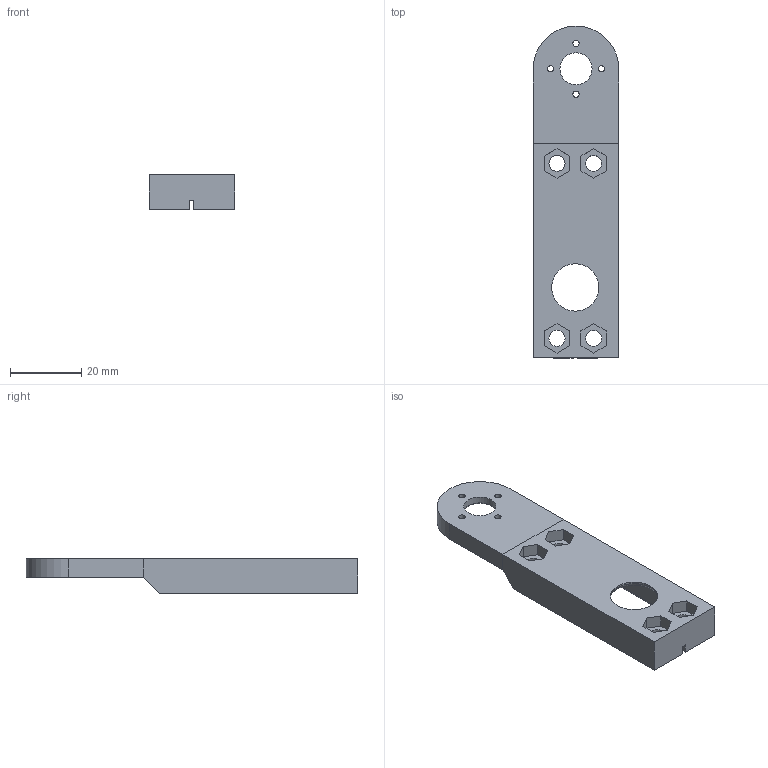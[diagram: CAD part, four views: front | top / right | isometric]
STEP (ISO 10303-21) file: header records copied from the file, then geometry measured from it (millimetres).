
FILE_DESCRIPTION(/* description */ (''),/* implementation_level */ '2;1');
FILE_NAME(/* name */ '9398058c-6b28-4ab6-98f0-fbb4b3b8c679.stp',/* time_stamp */ '2026-02-26T19:23:15Z',/* author */ (''),/* organization */ (''),/* preprocessor_version */ 'ST-DEVELOPER v20.1',/* originating_system */ 'Autodesk Translation Framework v14.24.0.0',/* authorisation */ '');
FILE_SCHEMA (('AUTOMOTIVE_DESIGN { 1 0 10303 214 3 1 1 }'));
Length unit declared in the file: millimetre
Products named in the file (3): armOneTest; circleServoHornMountTest1 v2; servoMountTest2 v3
Assembly tree (2 placements, depth 2):
  armOneTest
    circleServoHornMountTest1 v2
    servoMountTest2 v3
Bounding box: 24 x 93 x 9.75 mm (x, y, z)
Volume: 8540.4 mm3; surface area: 7972.7 mm2
Topology: 2 solids, 2 shells, 78 faces, 204 edges, 133 vertices
Faces by surface type: plane 53, cylinder 18, torus 7
Full cylindrical faces by diameter (mm): 1.75 x4, 4.5 x4, 9 x1, 13.25 x1, 21 x1
Entity records: 2520 total; most frequent: DIRECTION 422, CARTESIAN_POINT 420, ORIENTED_EDGE 408, EDGE_CURVE 204, LINE 152, VECTOR 152, AXIS2_PLACEMENT_3D 135, VERTEX_POINT 133
